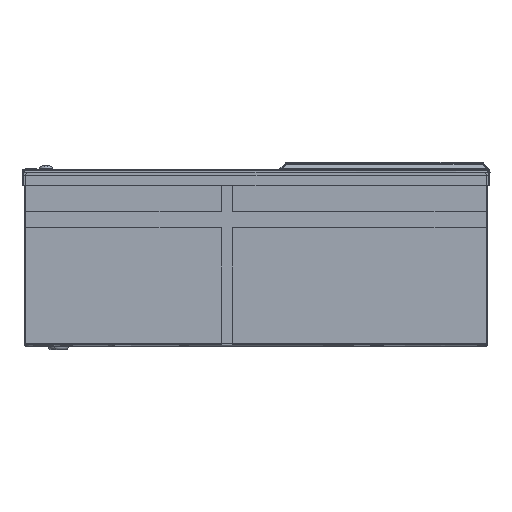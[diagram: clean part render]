
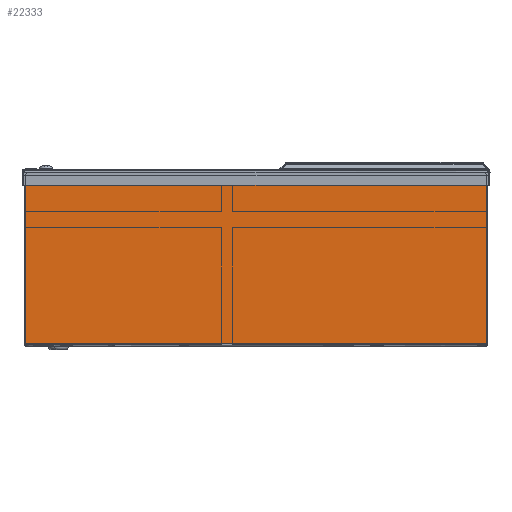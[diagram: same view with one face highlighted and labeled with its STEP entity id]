
A CAD part, left-side view. The second image highlights one B-rep face of the part: STEP entity #22333.
In plain terms, the highlighted planar face has unit normal (-1, 0, 0).
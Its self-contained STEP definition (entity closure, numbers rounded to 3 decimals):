
#124 = CARTESIAN_POINT ( 'NONE',  ( -260., 26.476, 1. ) ) ;
#284 = CARTESIAN_POINT ( 'NONE',  ( -260., 132.382, 1. ) ) ;
#2959 = ORIENTED_EDGE ( 'NONE', *, *, #6549, .F. ) ;
#3347 = VECTOR ( 'NONE', #5063, 1000. ) ;
#3472 = CARTESIAN_POINT ( 'NONE',  ( -259.999, -105.906, 1.001 ) ) ;
#3768 = CARTESIAN_POINT ( 'NONE',  ( -260., 92.668, 1. ) ) ;
#3921 = CARTESIAN_POINT ( 'NONE',  ( -260., 153.067, 1. ) ) ;
#4397 = CARTESIAN_POINT ( 'NONE',  ( -260., -158.859, 117. ) ) ;
#4701 = EDGE_CURVE ( 'NONE', #6704, #21750, #44258, .T. ) ;
#5063 = DIRECTION ( 'NONE',  ( 0., 0., 1. ) ) ;
#5172 = CARTESIAN_POINT ( 'NONE',  ( -260., -158.859, 1. ) ) ;
#5481 = EDGE_CURVE ( 'NONE', #8660, #43129, #46457, .T. ) ;
#6549 = EDGE_CURVE ( 'NONE', #8660, #6704, #36434, .T. ) ;
#6704 = VERTEX_POINT ( 'NONE', #19955 ) ;
#7279 = DIRECTION ( 'NONE',  ( 0., 0., 1. ) ) ;
#8660 = VERTEX_POINT ( 'NONE', #5172 ) ;
#10814 = EDGE_LOOP ( 'NONE', ( #38210, #27232, #2959, #19742 ) ) ;
#11064 = AXIS2_PLACEMENT_3D ( 'NONE', #47064, #14636, #25280 ) ;
#14011 = PLANE ( 'NONE',  #11064 ) ;
#14636 = DIRECTION ( 'NONE',  ( 1., 0., 0. ) ) ;
#17754 = CARTESIAN_POINT ( 'NONE',  ( -260., 155.549, 1. ) ) ;
#19742 = ORIENTED_EDGE ( 'NONE', *, *, #5481, .T. ) ;
#19955 = CARTESIAN_POINT ( 'NONE',  ( -260., 158.859, 1. ) ) ;
#21405 = CARTESIAN_POINT ( 'NONE',  ( -259.999, 158.031, 1.001 ) ) ;
#21750 = VERTEX_POINT ( 'NONE', #32832 ) ;
#22333 = ADVANCED_FACE ( 'NONE', ( #24455 ), #14011, .F. ) ;
#24455 = FACE_OUTER_BOUND ( 'NONE', #10814, .T. ) ;
#25280 = DIRECTION ( 'NONE',  ( 0., 0., -1. ) ) ;
#25647 = CARTESIAN_POINT ( 'NONE',  ( -260., 142.311, 1. ) ) ;
#27232 = ORIENTED_EDGE ( 'NONE', *, *, #4701, .F. ) ;
#28831 = CARTESIAN_POINT ( 'NONE',  ( -260., 125.763, 1. ) ) ;
#28999 = CARTESIAN_POINT ( 'NONE',  ( -260., 52.953, 1. ) ) ;
#29346 = CARTESIAN_POINT ( 'NONE',  ( -260., -158.859, 117. ) ) ;
#29750 = B_SPLINE_CURVE_WITH_KNOTS ( 'NONE', 3,
 ( #29346, #46996, #43823, #36196 ),
 .UNSPECIFIED., .F., .F.,
 ( 4, 4 ),
 ( 0., 1. ),
 .UNSPECIFIED. ) ;
#30863 = EDGE_CURVE ( 'NONE', #43129, #21750, #29750, .T. ) ;
#32832 = CARTESIAN_POINT ( 'NONE',  ( -260., 158.859, 117. ) ) ;
#36196 = CARTESIAN_POINT ( 'NONE',  ( -260., 158.859, 117. ) ) ;
#36434 = B_SPLINE_CURVE_WITH_KNOTS ( 'NONE', 3,
 ( #40122, #3472, #43630, #124, #28999, #3768, #43795, #28831, #284, #25647, #39499, #3921, #17754, #43176, #21405, #46797 ),
 .UNSPECIFIED., .F., .F.,
 ( 4, 2, 2, 2, 2, 1, 1, 2, 4 ),
 ( 0., 0.5, 0.75, 0.875, 0.937, 0.969, 0.984, 0.992, 1. ),
 .UNSPECIFIED. ) ;
#38210 = ORIENTED_EDGE ( 'NONE', *, *, #30863, .T. ) ;
#39499 = CARTESIAN_POINT ( 'NONE',  ( -260., 147.275, 1. ) ) ;
#40122 = CARTESIAN_POINT ( 'NONE',  ( -260., -158.859, 1. ) ) ;
#43129 = VERTEX_POINT ( 'NONE', #4397 ) ;
#43176 = CARTESIAN_POINT ( 'NONE',  ( -260., 157.204, 1. ) ) ;
#43630 = CARTESIAN_POINT ( 'NONE',  ( -260., -52.953, 1. ) ) ;
#43795 = CARTESIAN_POINT ( 'NONE',  ( -260., 105.906, 1. ) ) ;
#43823 = CARTESIAN_POINT ( 'NONE',  ( -260., 52.953, 117. ) ) ;
#44258 = LINE ( 'NONE', #45395, #3347 ) ;
#45395 = CARTESIAN_POINT ( 'NONE',  ( -260., 158.859, 0. ) ) ;
#46457 = LINE ( 'NONE', #47124, #47001 ) ;
#46797 = CARTESIAN_POINT ( 'NONE',  ( -260., 158.859, 1. ) ) ;
#46996 = CARTESIAN_POINT ( 'NONE',  ( -260., -52.953, 117. ) ) ;
#47001 = VECTOR ( 'NONE', #7279, 1000. ) ;
#47064 = CARTESIAN_POINT ( 'NONE',  ( -260., -160., 0. ) ) ;
#47124 = CARTESIAN_POINT ( 'NONE',  ( -260., -158.859, 0. ) ) ;
